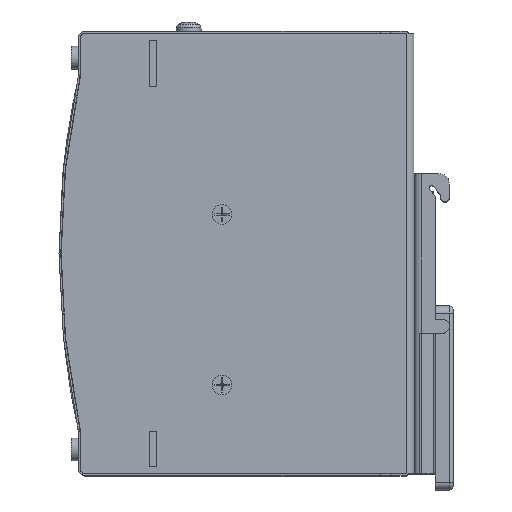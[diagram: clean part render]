
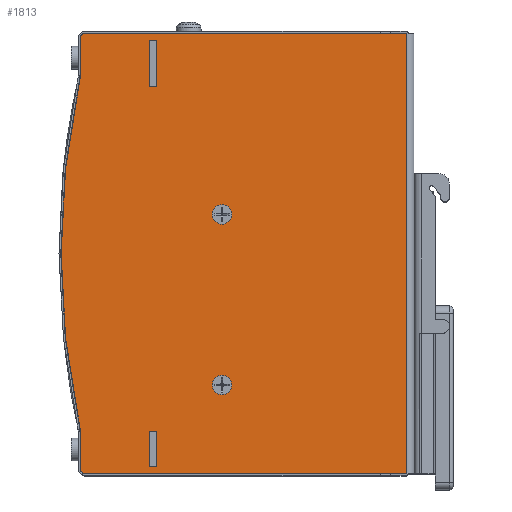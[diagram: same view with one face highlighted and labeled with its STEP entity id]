
A CAD part, top view. The second image highlights one B-rep face of the part: STEP entity #1813.
In plain terms, the highlighted planar face has unit normal (0, 0, 1).
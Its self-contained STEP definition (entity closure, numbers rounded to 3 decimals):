
#280=CARTESIAN_POINT('',(-26.368,47.106,55.5));
#281=VERTEX_POINT('',#280);
#282=CARTESIAN_POINT('',(-29.118,47.106,55.5));
#283=DIRECTION('',(0.0,0.0,-1.0));
#284=DIRECTION('',(1.0,0.0,0.0));
#285=AXIS2_PLACEMENT_3D('',#282,#283,#284);
#286=CIRCLE('',#285,2.75);
#287=EDGE_CURVE('',#281,#281,#286,.T.);
#370=CARTESIAN_POINT('',(-26.368,-0.894,55.5));
#371=VERTEX_POINT('',#370);
#372=CARTESIAN_POINT('',(-29.118,-0.894,55.5));
#373=DIRECTION('',(0.0,0.0,-1.0));
#374=DIRECTION('',(1.0,0.0,0.0));
#375=AXIS2_PLACEMENT_3D('',#372,#373,#374);
#376=CIRCLE('',#375,2.75);
#377=EDGE_CURVE('',#371,#371,#376,.T.);
#989=CARTESIAN_POINT('',(-49.518,-13.894,55.5));
#990=VERTEX_POINT('',#989);
#997=CARTESIAN_POINT('',(-49.518,-23.894,55.5));
#998=VERTEX_POINT('',#997);
#999=CARTESIAN_POINT('',(-49.518,-23.894,55.5));
#1000=DIRECTION('',(0.0,1.0,0.0));
#1001=VECTOR('',#1000,10.0);
#1002=LINE('',#999,#1001);
#1003=EDGE_CURVE('',#998,#990,#1002,.T.);
#1067=CARTESIAN_POINT('',(-47.518,-13.894,55.5));
#1068=VERTEX_POINT('',#1067);
#1075=CARTESIAN_POINT('',(-49.518,-13.894,55.5));
#1076=DIRECTION('',(1.0,0.0,0.0));
#1077=VECTOR('',#1076,2.0);
#1078=LINE('',#1075,#1077);
#1079=EDGE_CURVE('',#990,#1068,#1078,.T.);
#1130=CARTESIAN_POINT('',(-47.518,-23.894,55.5));
#1131=VERTEX_POINT('',#1130);
#1132=CARTESIAN_POINT('',(-47.518,-23.894,55.5));
#1133=DIRECTION('',(-1.0,0.0,0.0));
#1134=VECTOR('',#1133,2.);
#1135=LINE('',#1132,#1134);
#1136=EDGE_CURVE('',#1131,#998,#1135,.T.);
#1159=CARTESIAN_POINT('',(-47.518,-13.894,55.5));
#1160=DIRECTION('',(0.0,-1.0,0.0));
#1161=VECTOR('',#1160,10.0);
#1162=LINE('',#1159,#1161);
#1163=EDGE_CURVE('',#1068,#1131,#1162,.T.);
#1237=CARTESIAN_POINT('',(-49.518,96.106,55.5));
#1238=VERTEX_POINT('',#1237);
#1245=CARTESIAN_POINT('',(-49.518,83.106,55.5));
#1246=VERTEX_POINT('',#1245);
#1247=CARTESIAN_POINT('',(-49.518,83.106,55.5));
#1248=DIRECTION('',(0.0,1.0,0.0));
#1249=VECTOR('',#1248,13.0);
#1250=LINE('',#1247,#1249);
#1251=EDGE_CURVE('',#1246,#1238,#1250,.T.);
#1315=CARTESIAN_POINT('',(-47.518,96.106,55.5));
#1316=VERTEX_POINT('',#1315);
#1323=CARTESIAN_POINT('',(-49.518,96.106,55.5));
#1324=DIRECTION('',(1.0,0.0,0.0));
#1325=VECTOR('',#1324,2.);
#1326=LINE('',#1323,#1325);
#1327=EDGE_CURVE('',#1238,#1316,#1326,.T.);
#1378=CARTESIAN_POINT('',(-47.518,83.106,55.5));
#1379=VERTEX_POINT('',#1378);
#1380=CARTESIAN_POINT('',(-47.518,83.106,55.5));
#1381=DIRECTION('',(-1.0,0.0,0.0));
#1382=VECTOR('',#1381,2.);
#1383=LINE('',#1380,#1382);
#1384=EDGE_CURVE('',#1379,#1246,#1383,.T.);
#1407=CARTESIAN_POINT('',(-47.518,96.106,55.5));
#1408=DIRECTION('',(0.0,-1.0,0.0));
#1409=VECTOR('',#1408,13.0);
#1410=LINE('',#1407,#1409);
#1411=EDGE_CURVE('',#1316,#1379,#1410,.T.);
#1628=CARTESIAN_POINT('',(22.882,-25.894,55.5));
#1629=VERTEX_POINT('',#1628);
#1637=CARTESIAN_POINT('',(-67.618,-25.894,55.5));
#1638=VERTEX_POINT('',#1637);
#1639=CARTESIAN_POINT('',(22.882,-25.894,55.5));
#1640=DIRECTION('',(-1.0,0.0,0.0));
#1641=VECTOR('',#1640,90.5);
#1642=LINE('',#1639,#1641);
#1643=EDGE_CURVE('',#1629,#1638,#1642,.T.);
#1701=CARTESIAN_POINT('',(22.882,98.106,55.5));
#1702=VERTEX_POINT('',#1701);
#1710=CARTESIAN_POINT('',(22.882,98.106,55.5));
#1711=DIRECTION('',(0.0,-1.0,0.0));
#1712=VECTOR('',#1711,124.);
#1713=LINE('',#1710,#1712);
#1714=EDGE_CURVE('',#1702,#1629,#1713,.T.);
#1719=CARTESIAN_POINT('',(-22.789,36.106,55.5));
#1720=DIRECTION('',(0.0,0.0,1.0));
#1721=DIRECTION('',(1.0,0.0,0.0));
#1722=AXIS2_PLACEMENT_3D('',#1719,#1720,#1721);
#1723=PLANE('',#1722);
#1724=ORIENTED_EDGE('',*,*,#1714,.F.);
#1725=CARTESIAN_POINT('',(-67.618,98.106,55.5));
#1726=VERTEX_POINT('',#1725);
#1727=CARTESIAN_POINT('',(-67.618,98.106,55.5));
#1728=DIRECTION('',(1.0,0.0,0.0));
#1729=VECTOR('',#1728,90.5);
#1730=LINE('',#1727,#1729);
#1731=EDGE_CURVE('',#1726,#1702,#1730,.T.);
#1732=ORIENTED_EDGE('',*,*,#1731,.F.);
#1733=CARTESIAN_POINT('',(-69.018,96.706,55.5));
#1734=VERTEX_POINT('',#1733);
#1735=CARTESIAN_POINT('',(-67.618,96.706,55.5));
#1736=DIRECTION('',(0.0,0.0,-1.0));
#1737=DIRECTION('',(0.0,1.0,0.0));
#1738=AXIS2_PLACEMENT_3D('',#1735,#1736,#1737);
#1739=CIRCLE('',#1738,1.4);
#1740=EDGE_CURVE('',#1734,#1726,#1739,.T.);
#1741=ORIENTED_EDGE('',*,*,#1740,.F.);
#1742=CARTESIAN_POINT('',(-69.018,87.876,55.5));
#1743=VERTEX_POINT('',#1742);
#1744=CARTESIAN_POINT('',(-69.018,87.876,55.5));
#1745=DIRECTION('',(0.0,1.0,0.0));
#1746=VECTOR('',#1745,8.83);
#1747=LINE('',#1744,#1746);
#1748=EDGE_CURVE('',#1743,#1734,#1747,.T.);
#1749=ORIENTED_EDGE('',*,*,#1748,.F.);
#1750=CARTESIAN_POINT('',(-69.477,83.548,55.5));
#1751=VERTEX_POINT('',#1750);
#1752=CARTESIAN_POINT('',(-89.618,87.876,55.5));
#1753=DIRECTION('',(0.0,0.0,1.));
#1754=DIRECTION('',(-0.978,0.21,0.0));
#1755=AXIS2_PLACEMENT_3D('',#1752,#1753,#1754);
#1756=CIRCLE('',#1755,20.6);
#1757=EDGE_CURVE('',#1751,#1743,#1756,.T.);
#1758=ORIENTED_EDGE('',*,*,#1757,.F.);
#1759=CARTESIAN_POINT('',(-69.477,-11.336,55.5));
#1760=VERTEX_POINT('',#1759);
#1761=CARTESIAN_POINT('',(151.283,36.106,55.5));
#1762=DIRECTION('',(0.0,0.0,-1.0));
#1763=DIRECTION('',(-0.978,0.21,0.0));
#1764=AXIS2_PLACEMENT_3D('',#1761,#1762,#1763);
#1765=CIRCLE('',#1764,225.801);
#1766=EDGE_CURVE('',#1760,#1751,#1765,.T.);
#1767=ORIENTED_EDGE('',*,*,#1766,.F.);
#1768=CARTESIAN_POINT('',(-69.018,-15.665,55.5));
#1769=VERTEX_POINT('',#1768);
#1770=CARTESIAN_POINT('',(-89.618,-15.665,55.5));
#1771=DIRECTION('',(0.0,0.0,1.0));
#1772=DIRECTION('',(-1.0,0.0,0.0));
#1773=AXIS2_PLACEMENT_3D('',#1770,#1771,#1772);
#1774=CIRCLE('',#1773,20.6);
#1775=EDGE_CURVE('',#1769,#1760,#1774,.T.);
#1776=ORIENTED_EDGE('',*,*,#1775,.F.);
#1777=CARTESIAN_POINT('',(-69.018,-24.494,55.5));
#1778=VERTEX_POINT('',#1777);
#1779=CARTESIAN_POINT('',(-69.018,-24.494,55.5));
#1780=DIRECTION('',(0.0,1.0,0.0));
#1781=VECTOR('',#1780,8.83);
#1782=LINE('',#1779,#1781);
#1783=EDGE_CURVE('',#1778,#1769,#1782,.T.);
#1784=ORIENTED_EDGE('',*,*,#1783,.F.);
#1785=CARTESIAN_POINT('',(-67.618,-24.494,55.5));
#1786=DIRECTION('',(0.0,0.0,-1.0));
#1787=DIRECTION('',(-1.0,0.0,0.0));
#1788=AXIS2_PLACEMENT_3D('',#1785,#1786,#1787);
#1789=CIRCLE('',#1788,1.4);
#1790=EDGE_CURVE('',#1638,#1778,#1789,.T.);
#1791=ORIENTED_EDGE('',*,*,#1790,.F.);
#1792=ORIENTED_EDGE('',*,*,#1643,.F.);
#1793=EDGE_LOOP('',(#1724,#1732,#1741,#1749,#1758,#1767,#1776,#1784,#1791,#1792));
#1794=FACE_OUTER_BOUND('',#1793,.T.);
#1795=ORIENTED_EDGE('',*,*,#287,.T.);
#1796=EDGE_LOOP('',(#1795));
#1797=FACE_BOUND('',#1796,.T.);
#1798=ORIENTED_EDGE('',*,*,#377,.T.);
#1799=EDGE_LOOP('',(#1798));
#1800=FACE_BOUND('',#1799,.T.);
#1801=ORIENTED_EDGE('',*,*,#1163,.T.);
#1802=ORIENTED_EDGE('',*,*,#1136,.T.);
#1803=ORIENTED_EDGE('',*,*,#1003,.T.);
#1804=ORIENTED_EDGE('',*,*,#1079,.T.);
#1805=EDGE_LOOP('',(#1801,#1802,#1803,#1804));
#1806=FACE_BOUND('',#1805,.T.);
#1807=ORIENTED_EDGE('',*,*,#1411,.T.);
#1808=ORIENTED_EDGE('',*,*,#1384,.T.);
#1809=ORIENTED_EDGE('',*,*,#1251,.T.);
#1810=ORIENTED_EDGE('',*,*,#1327,.T.);
#1811=EDGE_LOOP('',(#1807,#1808,#1809,#1810));
#1812=FACE_BOUND('',#1811,.T.);
#1813=ADVANCED_FACE('',(#1794,#1797,#1800,#1806,#1812),#1723,.T.);
